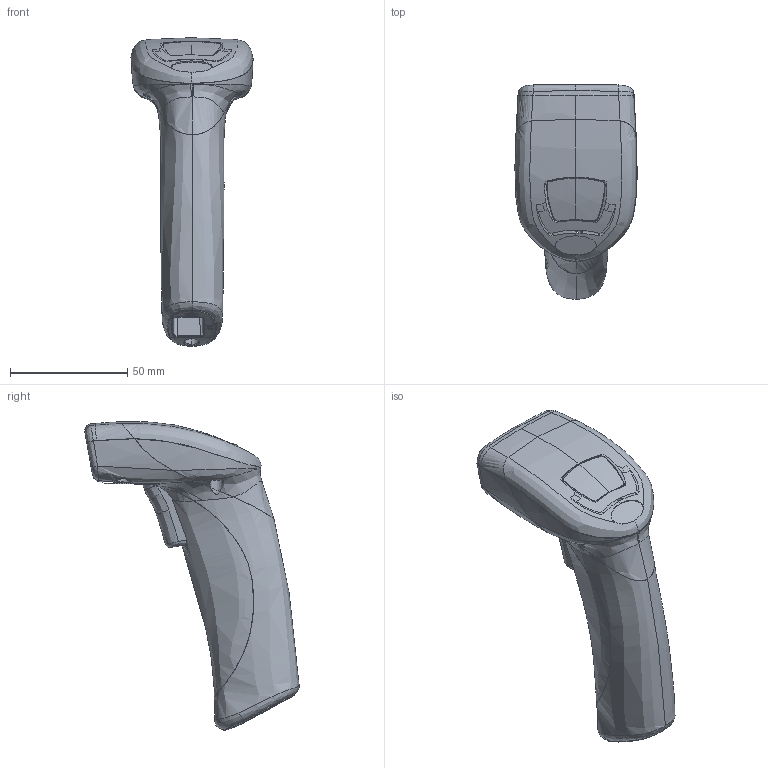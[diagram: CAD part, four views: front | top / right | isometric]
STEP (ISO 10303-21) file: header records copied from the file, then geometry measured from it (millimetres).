
FILE_DESCRIPTION(('FreeCAD Model'),'2;1');
FILE_NAME('ID80.step', '2017-08-15T14:51:36',('FreeCAD'),('FreeCAD'), 'Open CASCADE STEP processor 6.7','FreeCAD','Unknown');
FILE_SCHEMA(('AUTOMOTIVE_DESIGN_CC2 { 1 2 10303 214 -1 1 5 4 }'));
Length unit declared in the file: millimetre
Products named in the file (25): Shell; Shell014; Shell015; Shell021; Shell017; Shell024; Shell012; Shell020; Shell013; Shell016; Shell011; Shell022; Shell019; Shell018; Shell010; Shell006; Shell007; Shell002; Shell001; Shell004; Shell003; Shell008; Shell009; Shell023; Shell005
Bounding box: 52.13 x 91.42 x 131.61 mm (x, y, z)
Surface area: 28027.7 mm2 (no closed solid volume)
Topology: 0 solids, 25 shells, 416 faces, 1916 edges, 1479 vertices
Faces by surface type: bspline 226, plane 115, cylinder 59, cone 15, torus 1
Full cylindrical faces by diameter (mm): 4.901 x3, 5 x1
Entity records: 170844 total; most frequent: CARTESIAN_POINT 144034, B_SPLINE_CURVE_WITH_KNOTS 3134, ORIENTED_EDGE 2751, PCURVE 2751, DEFINITIONAL_REPRESENTATION 2751, DIRECTION 2165, EDGE_CURVE 1910, SURFACE_CURVE 1896
